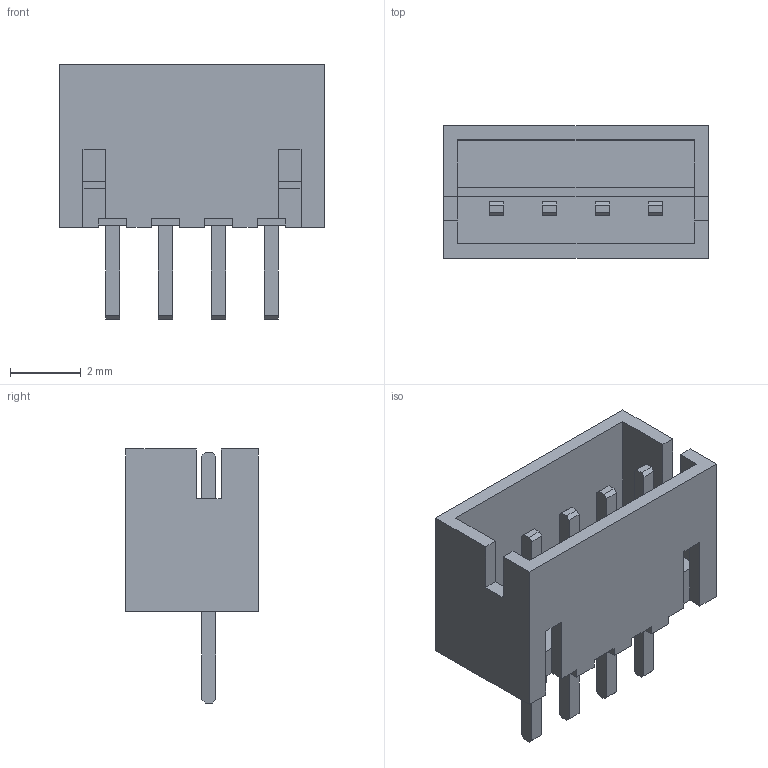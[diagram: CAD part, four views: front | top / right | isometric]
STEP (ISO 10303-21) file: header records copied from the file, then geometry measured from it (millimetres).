
FILE_DESCRIPTION(/* description */ (''),/* implementation_level */ '2;1');
FILE_NAME(/* name */ '3D_4P1.5MM.step',/* time_stamp */ '2022-04-13T22:42:45+08:00',/* author */ (''),/* organization */ (''),/* preprocessor_version */ 'ST-DEVELOPER v18.1',/* originating_system */ 'Autodesk Translation Framework v10.14.0.1471',/* authorisation */ '');
FILE_SCHEMA (('AUTOMOTIVE_DESIGN { 1 0 10303 214 3 1 1 }'));
Length unit declared in the file: millimetre
Products named in the file (4): PCBModel; CN1; CONN-TH_1.5-4A; SOLID
Assembly tree (3 placements, depth 4):
  PCBModel
    CN1
      CONN-TH_1.5-4A
        SOLID
Bounding box: 7.5 x 3.75 x 7.2 mm (x, y, z)
Volume: 60.3 mm3; surface area: 272.3 mm2
Topology: 1 solids, 1 shells, 178 faces, 491 edges, 326 vertices
Faces by surface type: plane 162, bspline 16
Entity records: 6666 total; most frequent: CARTESIAN_POINT 2058, ORIENTED_EDGE 982, DIRECTION 797, EDGE_CURVE 491, LINE 459, VECTOR 459, VERTEX_POINT 326, EDGE_LOOP 193
